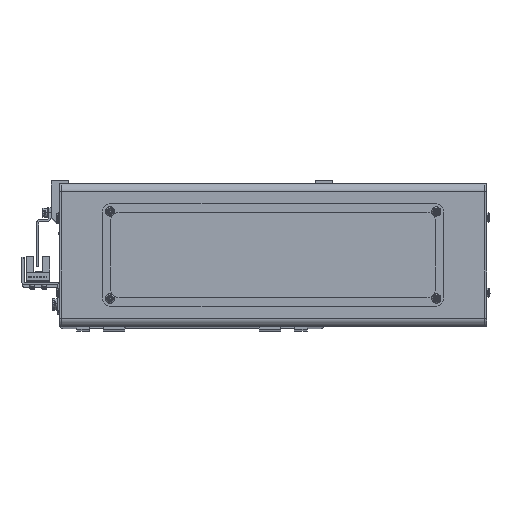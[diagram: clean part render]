
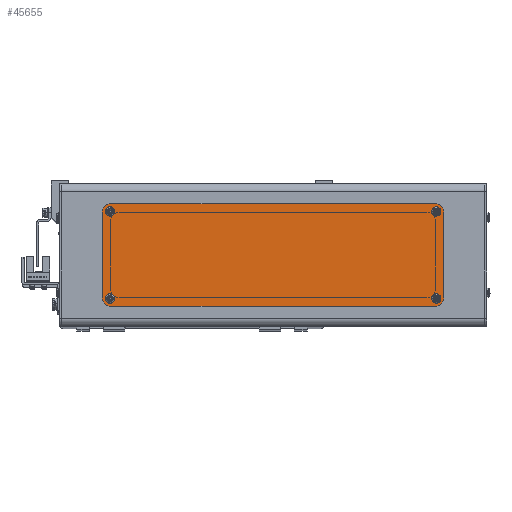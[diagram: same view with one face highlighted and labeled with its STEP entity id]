
A CAD part, top view. The second image highlights one B-rep face of the part: STEP entity #45655.
In plain terms, the highlighted planar face has unit normal (0, 0, 1).
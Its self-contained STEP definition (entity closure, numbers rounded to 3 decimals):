
#1433 = DIRECTION ( 'NONE',  ( 0., 0., 1. ) ) ;
#1927 = EDGE_CURVE ( 'NONE', #60238, #64790, #36071, .T. ) ;
#2515 = CARTESIAN_POINT ( 'NONE',  ( 95.5, 25.5, 2. ) ) ;
#2813 = DIRECTION ( 'NONE',  ( 0., 0., 1. ) ) ;
#2894 = CIRCLE ( 'NONE', #35023, 1.7 ) ;
#3282 = VECTOR ( 'NONE', #66090, 1000. ) ;
#5040 = CARTESIAN_POINT ( 'NONE',  ( 100., 25., 2. ) ) ;
#5061 = EDGE_LOOP ( 'NONE', ( #29232, #37396 ) ) ;
#5854 = CARTESIAN_POINT ( 'NONE',  ( 95.5, -25.5, 2. ) ) ;
#5990 = CARTESIAN_POINT ( 'NONE',  ( -95.5, 25.5, 2. ) ) ;
#6196 = VERTEX_POINT ( 'NONE', #51803 ) ;
#8402 = DIRECTION ( 'NONE',  ( 1., 0., 0. ) ) ;
#9178 = ORIENTED_EDGE ( 'NONE', *, *, #28345, .F. ) ;
#9714 = DIRECTION ( 'NONE',  ( -1., 0., 0. ) ) ;
#9763 = VECTOR ( 'NONE', #35961, 1000. ) ;
#9840 = CIRCLE ( 'NONE', #10958, 1.7 ) ;
#9890 = DIRECTION ( 'NONE',  ( 0., 0., 1. ) ) ;
#10183 = LINE ( 'NONE', #14425, #54667 ) ;
#10252 = CARTESIAN_POINT ( 'NONE',  ( -95.5, -25.5, 2. ) ) ;
#10354 = EDGE_CURVE ( 'NONE', #57519, #72678, #2894, .T. ) ;
#10958 = AXIS2_PLACEMENT_3D ( 'NONE', #56991, #22257, #62746 ) ;
#11522 = EDGE_CURVE ( 'NONE', #66583, #22956, #10183, .T. ) ;
#11528 = CIRCLE ( 'NONE', #44763, 1.7 ) ;
#11717 = DIRECTION ( 'NONE',  ( 1., 0., 0. ) ) ;
#11867 = DIRECTION ( 'NONE',  ( 1., 0., 0. ) ) ;
#12434 = AXIS2_PLACEMENT_3D ( 'NONE', #48457, #13701, #54295 ) ;
#13701 = DIRECTION ( 'NONE',  ( 0., 0., 1. ) ) ;
#14325 = CIRCLE ( 'NONE', #17450, 5. ) ;
#14425 = CARTESIAN_POINT ( 'NONE',  ( -100., -25., 2. ) ) ;
#14485 = DIRECTION ( 'NONE',  ( 0., 0., 1. ) ) ;
#15439 = VERTEX_POINT ( 'NONE', #16379 ) ;
#15516 = CARTESIAN_POINT ( 'NONE',  ( 95., -25., 2. ) ) ;
#16089 = DIRECTION ( 'NONE',  ( 1., 0., 0. ) ) ;
#16379 = CARTESIAN_POINT ( 'NONE',  ( -93.8, 25.5, 2. ) ) ;
#17392 = ORIENTED_EDGE ( 'NONE', *, *, #49098, .F. ) ;
#17450 = AXIS2_PLACEMENT_3D ( 'NONE', #49228, #14485, #55074 ) ;
#17449 = AXIS2_PLACEMENT_3D ( 'NONE', #36268, #1433, #42080 ) ;
#18844 = EDGE_CURVE ( 'NONE', #19353, #59623, #40631, .T. ) ;
#19353 = VERTEX_POINT ( 'NONE', #46772 ) ;
#19876 = ORIENTED_EDGE ( 'NONE', *, *, #1927, .T. ) ;
#20327 = AXIS2_PLACEMENT_3D ( 'NONE', #44645, #9890, #50447 ) ;
#21150 = FACE_BOUND ( 'NONE', #5061, .T. ) ;
#21168 = ORIENTED_EDGE ( 'NONE', *, *, #67007, .T. ) ;
#21376 = DIRECTION ( 'NONE',  ( 1., 0., 0. ) ) ;
#21847 = CIRCLE ( 'NONE', #46520, 1.7 ) ;
#22257 = DIRECTION ( 'NONE',  ( 0., 0., 1. ) ) ;
#22497 = LINE ( 'NONE', #38627, #68618 ) ;
#22556 = AXIS2_PLACEMENT_3D ( 'NONE', #27344, #67783, #33168 ) ;
#22956 = VERTEX_POINT ( 'NONE', #32057 ) ;
#23386 = CARTESIAN_POINT ( 'NONE',  ( -93.8, -25.5, 2. ) ) ;
#23727 = EDGE_LOOP ( 'NONE', ( #17392, #42724 ) ) ;
#24244 = AXIS2_PLACEMENT_3D ( 'NONE', #2515, #43156, #8402 ) ;
#24412 = CIRCLE ( 'NONE', #53634, 1.7 ) ;
#26099 = EDGE_CURVE ( 'NONE', #47880, #74252, #9840, .T. ) ;
#26713 = CARTESIAN_POINT ( 'NONE',  ( 97.2, 25.5, 2. ) ) ;
#26715 = CARTESIAN_POINT ( 'NONE',  ( 95., -30., 2. ) ) ;
#26825 = DIRECTION ( 'NONE',  ( 0., 0., 1. ) ) ;
#27344 = CARTESIAN_POINT ( 'NONE',  ( -95., -25., 2. ) ) ;
#27507 = CARTESIAN_POINT ( 'NONE',  ( 93.8, 25.5, 2. ) ) ;
#27513 = ORIENTED_EDGE ( 'NONE', *, *, #69124, .F. ) ;
#28345 = EDGE_CURVE ( 'NONE', #72678, #57519, #71751, .T. ) ;
#29097 = ORIENTED_EDGE ( 'NONE', *, *, #41281, .F. ) ;
#29232 = ORIENTED_EDGE ( 'NONE', *, *, #49561, .F. ) ;
#30133 = CARTESIAN_POINT ( 'NONE',  ( 100., 25., 2. ) ) ;
#30154 = CARTESIAN_POINT ( 'NONE',  ( -95., -30., 2. ) ) ;
#30684 = CARTESIAN_POINT ( 'NONE',  ( 95., 30., 2. ) ) ;
#31316 = CIRCLE ( 'NONE', #40427, 5. ) ;
#32057 = CARTESIAN_POINT ( 'NONE',  ( -100., -25., 2. ) ) ;
#33168 = DIRECTION ( 'NONE',  ( 1., 0., 0. ) ) ;
#35023 = AXIS2_PLACEMENT_3D ( 'NONE', #61483, #26825, #67250 ) ;
#35961 = DIRECTION ( 'NONE',  ( 0., 1., 0. ) ) ;
#36071 = LINE ( 'NONE', #66420, #3282 ) ;
#36185 = ORIENTED_EDGE ( 'NONE', *, *, #36806, .T. ) ;
#36268 = CARTESIAN_POINT ( 'NONE',  ( 95., 25., 2. ) ) ;
#36386 = CIRCLE ( 'NONE', #24244, 1.7 ) ;
#36789 = ORIENTED_EDGE ( 'NONE', *, *, #68310, .T. ) ;
#36806 = EDGE_CURVE ( 'NONE', #22956, #60238, #14325, .T. ) ;
#37396 = ORIENTED_EDGE ( 'NONE', *, *, #66530, .F. ) ;
#37626 = CARTESIAN_POINT ( 'NONE',  ( -95.5, 25.5, 2. ) ) ;
#37811 = CARTESIAN_POINT ( 'NONE',  ( -100., 25., 2. ) ) ;
#38364 = FACE_BOUND ( 'NONE', #67041, .T. ) ;
#38627 = CARTESIAN_POINT ( 'NONE',  ( -95., 30., 2. ) ) ;
#39931 = VERTEX_POINT ( 'NONE', #65144 ) ;
#40197 = FACE_BOUND ( 'NONE', #23727, .T. ) ;
#40427 = AXIS2_PLACEMENT_3D ( 'NONE', #15516, #56107, #21376 ) ;
#40631 = LINE ( 'NONE', #30133, #9763 ) ;
#40811 = CIRCLE ( 'NONE', #20327, 1.7 ) ;
#41281 = EDGE_CURVE ( 'NONE', #15439, #39931, #24412, .T. ) ;
#42080 = DIRECTION ( 'NONE',  ( 1., 0., 0. ) ) ;
#42445 = EDGE_CURVE ( 'NONE', #6196, #66583, #61363, .T. ) ;
#42724 = ORIENTED_EDGE ( 'NONE', *, *, #26099, .F. ) ;
#43156 = DIRECTION ( 'NONE',  ( 0., 0., 1. ) ) ;
#43454 = DIRECTION ( 'NONE',  ( 1., 0., 0. ) ) ;
#44645 = CARTESIAN_POINT ( 'NONE',  ( 95.5, 25.5, 2. ) ) ;
#44763 = AXIS2_PLACEMENT_3D ( 'NONE', #5990, #46639, #11867 ) ;
#45655 = ADVANCED_FACE ( 'NONE', ( #40197, #21150, #51972, #38364, #65521 ), #50365, .T. ) ;
#46384 = ORIENTED_EDGE ( 'NONE', *, *, #52545, .T. ) ;
#46476 = DIRECTION ( 'NONE',  ( 0., 0., 1. ) ) ;
#46520 = AXIS2_PLACEMENT_3D ( 'NONE', #5854, #46476, #11717 ) ;
#46639 = DIRECTION ( 'NONE',  ( 0., 0., 1. ) ) ;
#46772 = CARTESIAN_POINT ( 'NONE',  ( 100., -25., 2. ) ) ;
#47880 = VERTEX_POINT ( 'NONE', #73392 ) ;
#48457 = CARTESIAN_POINT ( 'NONE',  ( -95., 25., 2. ) ) ;
#48528 = AXIS2_PLACEMENT_3D ( 'NONE', #10252, #50806, #16089 ) ;
#48937 = VERTEX_POINT ( 'NONE', #27507 ) ;
#49098 = EDGE_CURVE ( 'NONE', #74252, #47880, #21847, .T. ) ;
#49174 = DIRECTION ( 'NONE',  ( 0., -1., 0. ) ) ;
#49228 = CARTESIAN_POINT ( 'NONE',  ( -95., -25., 2. ) ) ;
#49561 = EDGE_CURVE ( 'NONE', #48937, #52513, #40811, .T. ) ;
#50365 = PLANE ( 'NONE',  #22556 ) ;
#50447 = DIRECTION ( 'NONE',  ( 1., 0., 0. ) ) ;
#50806 = DIRECTION ( 'NONE',  ( 0., 0., 1. ) ) ;
#51686 = CIRCLE ( 'NONE', #17449, 5. ) ;
#51803 = CARTESIAN_POINT ( 'NONE',  ( -95., 30., 2. ) ) ;
#51972 = FACE_OUTER_BOUND ( 'NONE', #61639, .T. ) ;
#52513 = VERTEX_POINT ( 'NONE', #26713 ) ;
#52545 = EDGE_CURVE ( 'NONE', #64790, #19353, #31316, .T. ) ;
#52726 = EDGE_LOOP ( 'NONE', ( #9178, #58179 ) ) ;
#53634 = AXIS2_PLACEMENT_3D ( 'NONE', #37626, #2813, #43454 ) ;
#54295 = DIRECTION ( 'NONE',  ( 1., 0., 0. ) ) ;
#54667 = VECTOR ( 'NONE', #49174, 1000. ) ;
#55074 = DIRECTION ( 'NONE',  ( 1., 0., 0. ) ) ;
#56107 = DIRECTION ( 'NONE',  ( 0., 0., 1. ) ) ;
#56991 = CARTESIAN_POINT ( 'NONE',  ( 95.5, -25.5, 2. ) ) ;
#57519 = VERTEX_POINT ( 'NONE', #23386 ) ;
#58179 = ORIENTED_EDGE ( 'NONE', *, *, #10354, .F. ) ;
#59623 = VERTEX_POINT ( 'NONE', #5040 ) ;
#60238 = VERTEX_POINT ( 'NONE', #30154 ) ;
#61363 = CIRCLE ( 'NONE', #12434, 5. ) ;
#61483 = CARTESIAN_POINT ( 'NONE',  ( -95.5, -25.5, 2. ) ) ;
#61639 = EDGE_LOOP ( 'NONE', ( #36185, #19876, #46384, #67173, #21168, #36789, #73641, #66783 ) ) ;
#62746 = DIRECTION ( 'NONE',  ( 1., 0., 0. ) ) ;
#64790 = VERTEX_POINT ( 'NONE', #26715 ) ;
#65144 = CARTESIAN_POINT ( 'NONE',  ( -97.2, 25.5, 2. ) ) ;
#65521 = FACE_BOUND ( 'NONE', #52726, .T. ) ;
#66090 = DIRECTION ( 'NONE',  ( 1., 0., 0. ) ) ;
#66420 = CARTESIAN_POINT ( 'NONE',  ( 95., -30., 2. ) ) ;
#66530 = EDGE_CURVE ( 'NONE', #52513, #48937, #36386, .T. ) ;
#66583 = VERTEX_POINT ( 'NONE', #37811 ) ;
#66783 = ORIENTED_EDGE ( 'NONE', *, *, #11522, .T. ) ;
#67007 = EDGE_CURVE ( 'NONE', #59623, #72498, #51686, .T. ) ;
#67041 = EDGE_LOOP ( 'NONE', ( #27513, #29097 ) ) ;
#67173 = ORIENTED_EDGE ( 'NONE', *, *, #18844, .T. ) ;
#67250 = DIRECTION ( 'NONE',  ( 1., 0., 0. ) ) ;
#67783 = DIRECTION ( 'NONE',  ( 0., 0., 1. ) ) ;
#68310 = EDGE_CURVE ( 'NONE', #72498, #6196, #22497, .T. ) ;
#68618 = VECTOR ( 'NONE', #9714, 1000. ) ;
#69124 = EDGE_CURVE ( 'NONE', #39931, #15439, #11528, .T. ) ;
#71751 = CIRCLE ( 'NONE', #48528, 1.7 ) ;
#71809 = CARTESIAN_POINT ( 'NONE',  ( 93.8, -25.5, 2. ) ) ;
#72498 = VERTEX_POINT ( 'NONE', #30684 ) ;
#72678 = VERTEX_POINT ( 'NONE', #72831 ) ;
#72831 = CARTESIAN_POINT ( 'NONE',  ( -97.2, -25.5, 2. ) ) ;
#73392 = CARTESIAN_POINT ( 'NONE',  ( 97.2, -25.5, 2. ) ) ;
#73641 = ORIENTED_EDGE ( 'NONE', *, *, #42445, .T. ) ;
#74252 = VERTEX_POINT ( 'NONE', #71809 ) ;
